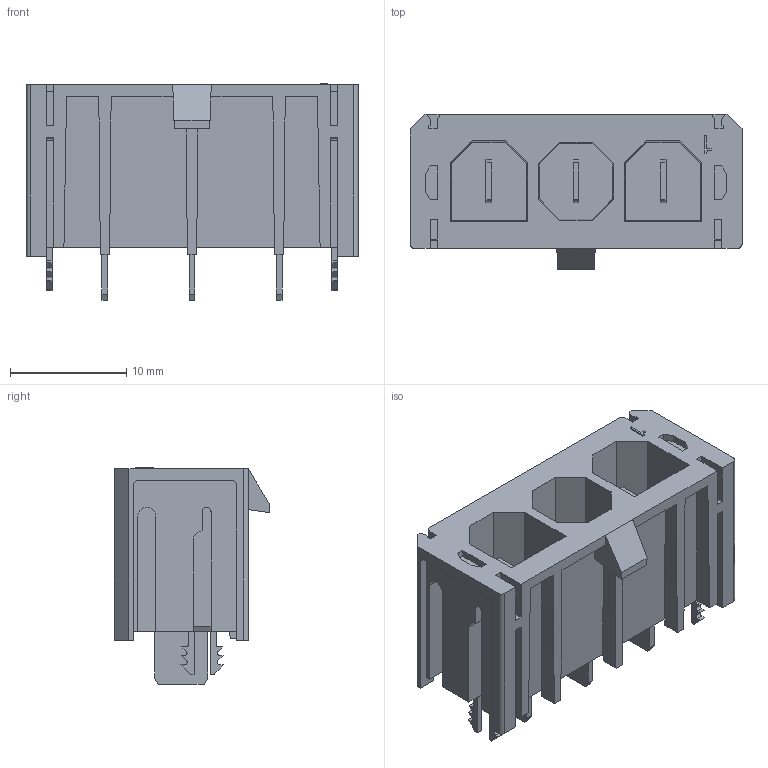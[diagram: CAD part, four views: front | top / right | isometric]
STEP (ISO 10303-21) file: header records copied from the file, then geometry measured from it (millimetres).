
FILE_DESCRIPTION((''),'2;1');
FILE_NAME('1720420302','2015-09-10T',('me'),(''),'PRO/ENGINEER BY PARAMETRIC TECHNOLOGY CORPORATION, 2011490','PRO/ENGINEER BY PARAMETRIC TECHNOLOGY CORPORATION, 2011490','');
FILE_SCHEMA(('CONFIG_CONTROL_DESIGN'));
Length unit declared in the file: millimetre
Products named in the file (1): 1720420302
Bounding box: 28.57 x 13.39 x 18.67 mm (x, y, z)
Volume: 2335 mm3; surface area: 3512.2 mm2
Topology: 1 solids, 1 shells, 434 faces, 1226 edges, 818 vertices
Faces by surface type: plane 302, cylinder 84, torus 48
Entity records: 14032 total; most frequent: CARTESIAN_POINT 2463, ORIENTED_EDGE 2420, DIRECTION 2378, EDGE_CURVE 1210, VECTOR 944, LINE 944, VERTEX_POINT 802, AXIS2_PLACEMENT_3D 717
